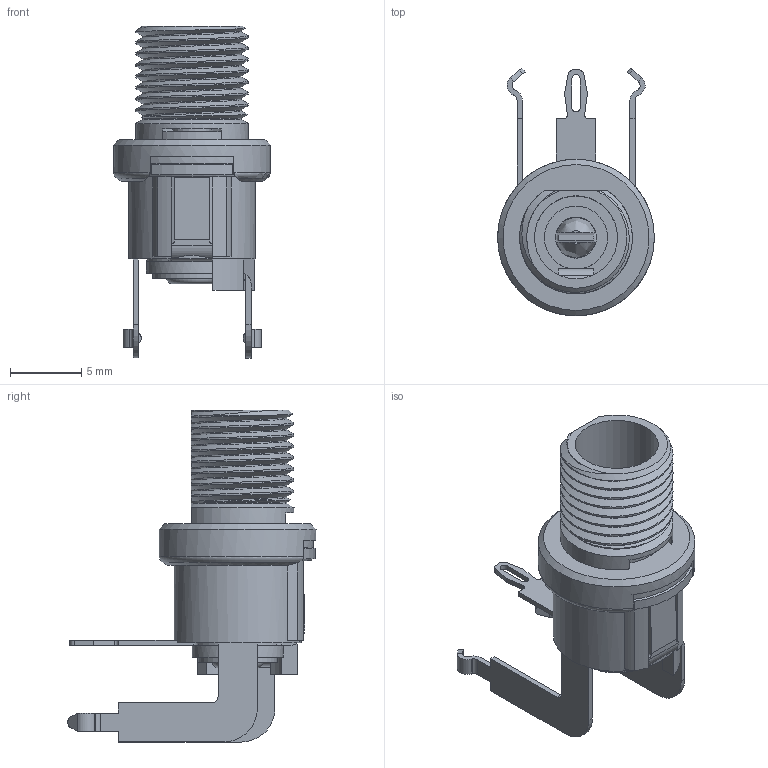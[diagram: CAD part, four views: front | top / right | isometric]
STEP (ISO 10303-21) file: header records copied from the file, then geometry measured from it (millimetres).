
FILE_DESCRIPTION(/* description */ (''),/* implementation_level */ '2;1');
FILE_NAME(/* name */ 'L712RA v2.step',/* time_stamp */ '2022-08-11T17:37:08-06:00',/* author */ (''),/* organization */ (''),/* preprocessor_version */ 'ST-DEVELOPER v19',/* originating_system */ 'Autodesk Translation Framework v11.7.0.108',/* authorisation */ '');
FILE_SCHEMA (('AUTOMOTIVE_DESIGN { 1 0 10303 214 3 1 1 }'));
Length unit declared in the file: inch
Products named in the file (1): L712RA
Bounding box: 11.02 x 17.45 x 23.35 mm (x, y, z)
Volume: 746.9 mm3; surface area: 1378.9 mm2
Topology: 1 solids, 1 shells, 219 faces, 612 edges, 401 vertices
Faces by surface type: plane 102, cylinder 83, bspline 20, cone 11, torus 3
Full cylindrical faces by diameter (mm): 4.445 x1, 5.842 x1, 6.401 x1, 8.933 x1, 11.024 x1
Entity records: 12990 total; most frequent: CARTESIAN_POINT 7411, ORIENTED_EDGE 1224, DIRECTION 1098, EDGE_CURVE 612, VERTEX_POINT 401, AXIS2_PLACEMENT_3D 392, LINE 314, VECTOR 314
